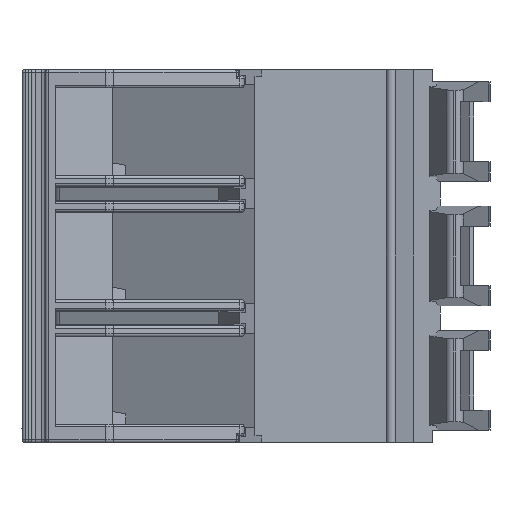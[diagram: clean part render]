
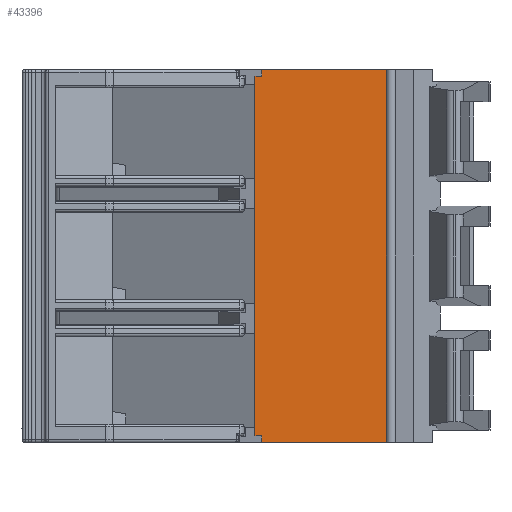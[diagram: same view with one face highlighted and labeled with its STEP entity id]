
A CAD part, front view. The second image highlights one B-rep face of the part: STEP entity #43396.
In plain terms, the highlighted planar face has unit normal (0, -1, 0).
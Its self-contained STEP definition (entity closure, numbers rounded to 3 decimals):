
#802=DIRECTION('',(0.,0.,-1.));
#803=VECTOR('',#802,0.4);
#804=CARTESIAN_POINT('',(5.156,-28.9,-18.35));
#805=LINE('',#804,#803);
#842=DIRECTION('',(0.,0.,-1.));
#843=VECTOR('',#842,0.4);
#844=CARTESIAN_POINT('',(5.156,-28.9,3.75));
#845=LINE('',#844,#843);
#914=DIRECTION('',(1.,0.,0.));
#915=VECTOR('',#914,0.406);
#916=CARTESIAN_POINT('',(4.75,-28.9,-18.35));
#917=LINE('',#916,#915);
#2233=DIRECTION('',(-1.,0.,0.));
#2234=VECTOR('',#2233,7.516);
#2235=CARTESIAN_POINT('',(12.672,-28.9,-18.75));
#2236=LINE('',#2235,#2234);
#2327=DIRECTION('',(-1.,0.,0.));
#2328=VECTOR('',#2327,7.516);
#2329=CARTESIAN_POINT('',(12.672,-28.9,3.75));
#2330=LINE('',#2329,#2328);
#9390=DIRECTION('',(0.,0.,1.));
#9391=VECTOR('',#9390,21.7);
#9392=CARTESIAN_POINT('',(4.75,-28.9,-18.35));
#9393=LINE('',#9392,#9391);
#9394=DIRECTION('',(0.,0.,-1.));
#9395=VECTOR('',#9394,22.5);
#9396=CARTESIAN_POINT('',(12.672,-28.9,3.75));
#9397=LINE('',#9396,#9395);
#9398=DIRECTION('',(1.,0.,0.));
#9399=VECTOR('',#9398,0.406);
#9400=CARTESIAN_POINT('',(4.75,-28.9,3.35));
#9401=LINE('',#9400,#9399);
#23201=CARTESIAN_POINT('',(12.672,-28.9,3.75));
#23202=VERTEX_POINT('',#23201);
#23203=CARTESIAN_POINT('',(5.156,-28.9,3.75));
#23204=VERTEX_POINT('',#23203);
#23709=CARTESIAN_POINT('',(12.672,-28.9,-18.75));
#23710=VERTEX_POINT('',#23709);
#23711=CARTESIAN_POINT('',(5.156,-28.9,-18.75));
#23712=VERTEX_POINT('',#23711);
#28070=CARTESIAN_POINT('',(4.75,-28.9,-18.35));
#28071=CARTESIAN_POINT('',(4.75,-28.9,3.35));
#28072=VERTEX_POINT('',#28070);
#28073=VERTEX_POINT('',#28071);
#28075=CARTESIAN_POINT('',(5.156,-28.9,-18.35));
#28077=VERTEX_POINT('',#28075);
#28079=CARTESIAN_POINT('',(5.156,-28.9,3.35));
#28081=VERTEX_POINT('',#28079);
#43380=CARTESIAN_POINT('',(12.672,-28.9,-5.));
#43381=DIRECTION('',(0.,1.,0.));
#43382=DIRECTION('',(-1.,0.,0.));
#43383=AXIS2_PLACEMENT_3D('',#43380,#43381,#43382);
#43384=PLANE('',#43383);
#43385=ORIENTED_EDGE('',*,*,#31158,.F.);
#43386=ORIENTED_EDGE('',*,*,#31251,.F.);
#43387=ORIENTED_EDGE('',*,*,#31275,.T.);
#43389=ORIENTED_EDGE('',*,*,#43388,.T.);
#43390=ORIENTED_EDGE('',*,*,#31192,.F.);
#43391=ORIENTED_EDGE('',*,*,#32470,.F.);
#43392=ORIENTED_EDGE('',*,*,#43374,.T.);
#43393=ORIENTED_EDGE('',*,*,#32350,.T.);
#43394=EDGE_LOOP('',(#43385,#43386,#43387,#43389,#43390,#43391,#43392,#43393));
#43395=FACE_OUTER_BOUND('',#43394,.F.);
#43396=ADVANCED_FACE('',(#43395),#43384,.F.);
#31158=EDGE_CURVE('',#28077,#23712,#805,.T.);
#31192=EDGE_CURVE('',#23204,#28081,#845,.T.);
#31251=EDGE_CURVE('',#28072,#28077,#917,.T.);
#31275=EDGE_CURVE('',#28072,#28073,#9393,.T.);
#32350=EDGE_CURVE('',#23710,#23712,#2236,.T.);
#32470=EDGE_CURVE('',#23202,#23204,#2330,.T.);
#43374=EDGE_CURVE('',#23202,#23710,#9397,.T.);
#43388=EDGE_CURVE('',#28073,#28081,#9401,.T.);
